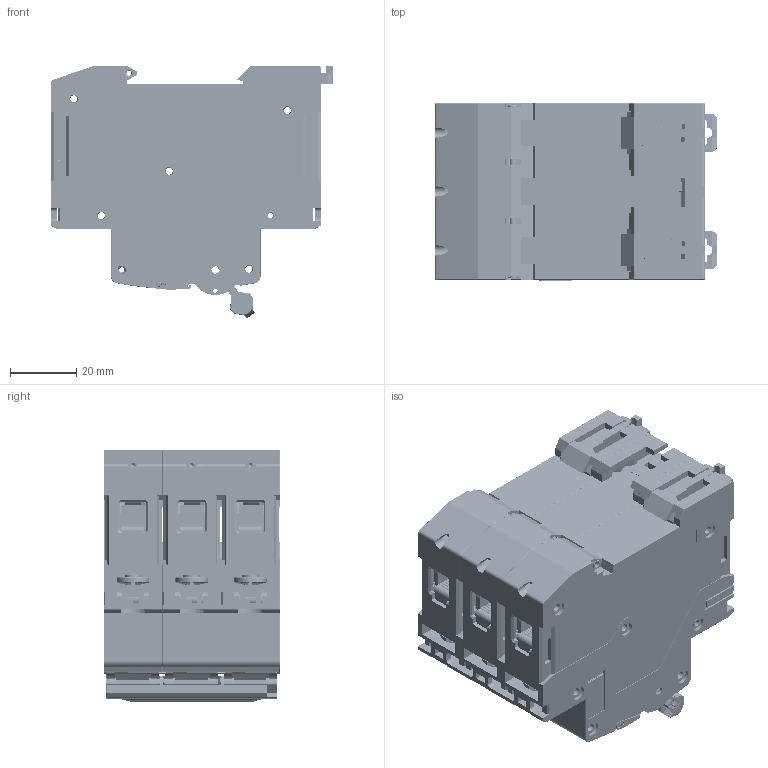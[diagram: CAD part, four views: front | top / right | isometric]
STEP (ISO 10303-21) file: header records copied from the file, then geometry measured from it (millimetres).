
FILE_DESCRIPTION(/* description */ (''),/* implementation_level */ '2;1');
FILE_NAME(/* name */ '173843004.stp',/* time_stamp */ '2023-07-19T11:17:45+08:00',/* author */ (''),/* organization */ (''),/* preprocessor_version */ 'ST-DEVELOPER v14',/* originating_system */ 'SIEMENS PLM Software NX 8.0',/* authorisation */ '');
FILE_SCHEMA (('CONFIG_CONTROL_DESIGN'));
Products named in the file (23): 1738163006_AF0; 1726132016_AF0_ASM; 1738163007_AF0; 1738160004; 1738160003; TMB-DLZ1-2; 1726021002; T0715001; T1302601; 1729150042; 1707050016_ASM; FFZB-DLZ1-1; T1425_AF5; T1425_AF6; T1425_AF7; 1711412001; 1707413021; AZJ-DLL1-1; 1738060006_ASM; 1738160005_ASM; 1738160007_ASM; 1738160002_ASM; 173856003_asm_stp
Assembly tree (28 placements, depth 5):
  173856003_asm_stp
    AZJ-DLL1-1  x2
    1707413021
    1711412001
    T1425_AF7
    T1425_AF6
    T1425_AF5
    FFZB-DLZ1-1  x2
    1738160002_ASM  x3
      1738160007_ASM
        1738163007_AF0
        1726132016_AF0_ASM
      1707050016_ASM
      1729150042
      T1302601
      1738160005_ASM
        1738060006_ASM
          1738163006_AF0
          T0715001
          1726021002
      T0715001
      1726021002
      TMB-DLZ1-2
      1738160003
      1738160004
Bounding box: 85.2 x 53.3 x 76.13 mm (x, y, z)
Volume: 94828.7 mm3; surface area: 142137.6 mm2
Topology: 42 solids, 42 shells, 10112 faces, 27788 edges, 17919 vertices
Faces by surface type: plane 6539, cylinder 2745, torus 278, cone 242, bspline 227, sphere 81
Entity records: 116256 total; most frequent: CARTESIAN_POINT 25118, ORIENTED_EDGE 18876, DIRECTION 18149, EDGE_CURVE 9438, LINE 6483, VECTOR 6483, VERTEX_POINT 6082, AXIS2_PLACEMENT_3D 5833
